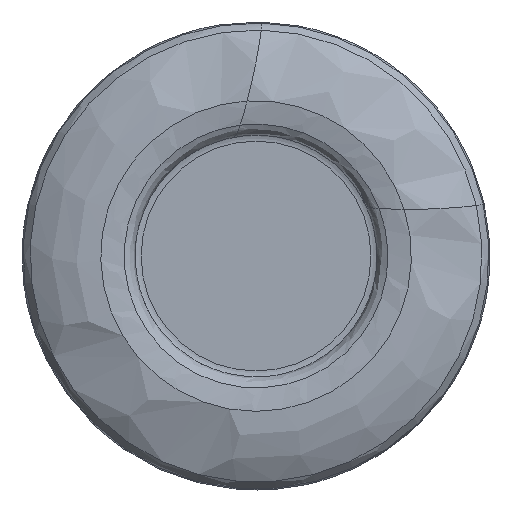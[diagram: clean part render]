
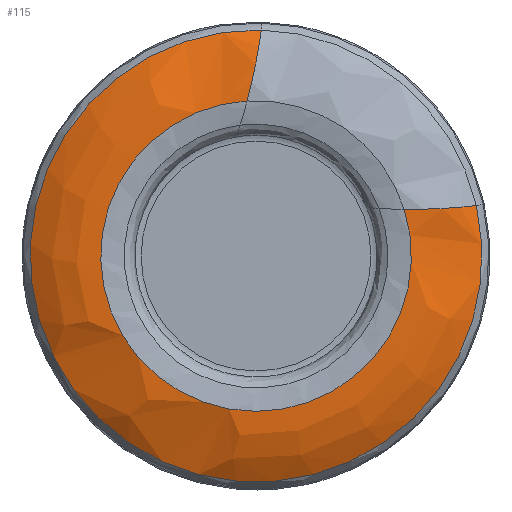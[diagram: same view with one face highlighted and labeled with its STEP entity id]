
A CAD part, left-side view. The second image highlights one B-rep face of the part: STEP entity #115.
In plain terms, the highlighted free-form (B-spline) face has degree [3, 3] with [4, 7] control points.
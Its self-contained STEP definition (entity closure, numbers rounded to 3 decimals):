
#115=ADVANCED_FACE('',(#184),#160,.F.);
#160=(
BOUNDED_SURFACE()
B_SPLINE_SURFACE(3,3,((#956,#957,#958,#959,#960,#961,#962),(#963,#964,#965,
#966,#967,#968,#969),(#970,#971,#972,#973,#974,#975,#976),(#977,#978,#979,
#980,#981,#982,#983)),.UNSPECIFIED.,.F.,.F.,.F.)
B_SPLINE_SURFACE_WITH_KNOTS((4,4),(4,3,4),(0.,1.),(0.,0.5,1.),
 .UNSPECIFIED.)
GEOMETRIC_REPRESENTATION_ITEM()
RATIONAL_B_SPLINE_SURFACE(((1.,0.55,0.55,1.,0.55,
0.55,1.),(0.961,0.529,0.529,
0.961,0.529,0.529,0.961),
(0.961,0.529,0.529,0.961,
0.529,0.529,0.961),(1.,0.55,
0.55,1.,0.55,0.55,1.)))
REPRESENTATION_ITEM('')
SURFACE()
);
#184=FACE_OUTER_BOUND('',#210,.T.);
#210=EDGE_LOOP('',(#350,#351,#352,#353));
#277=CIRCLE('',#598,8.31);
#280=CIRCLE('',#601,12.091);
#281=CIRCLE('',#602,6.);
#282=CIRCLE('',#603,6.);
#350=ORIENTED_EDGE('',*,*,#526,.F.);
#351=ORIENTED_EDGE('',*,*,#527,.F.);
#352=ORIENTED_EDGE('',*,*,#523,.T.);
#353=ORIENTED_EDGE('',*,*,#528,.F.);
#476=VERTEX_POINT('',#919);
#477=VERTEX_POINT('',#920);
#478=VERTEX_POINT('',#952);
#479=VERTEX_POINT('',#953);
#523=EDGE_CURVE('',#476,#477,#277,.T.);
#526=EDGE_CURVE('',#478,#479,#280,.T.);
#527=EDGE_CURVE('',#476,#478,#281,.T.);
#528=EDGE_CURVE('',#479,#477,#282,.T.);
#598=AXIS2_PLACEMENT_3D('',#918,#694,#695);
#601=AXIS2_PLACEMENT_3D('',#951,#700,#701);
#602=AXIS2_PLACEMENT_3D('',#954,#702,#703);
#603=AXIS2_PLACEMENT_3D('',#955,#704,#705);
#694=DIRECTION('',(1.,0.,0.));
#695=DIRECTION('',(0.,-0.954,0.301));
#700=DIRECTION('',(1.,0.,0.));
#701=DIRECTION('',(0.,-0.975,0.223));
#702=DIRECTION('',(-0.174,0.,0.985));
#703=DIRECTION('',(0.985,0.,0.174));
#704=DIRECTION('',(0.174,-0.955,-0.242));
#705=DIRECTION('',(0.985,0.168,0.043));
#918=CARTESIAN_POINT('',(0.009,0.,0.));
#919=CARTESIAN_POINT('',(0.009,-7.925,2.502));
#920=CARTESIAN_POINT('',(0.009,0.48,8.297));
#951=CARTESIAN_POINT('',(1.135,0.,0.));
#952=CARTESIAN_POINT('',(1.135,-11.785,2.7));
#953=CARTESIAN_POINT('',(1.135,-0.275,12.088));
#954=CARTESIAN_POINT('',(5.909,-8.25,3.542));
#955=CARTESIAN_POINT('',(5.909,1.409,8.867));
#956=CARTESIAN_POINT('',(0.009,-7.925,2.502));
#957=CARTESIAN_POINT('',(0.009,-10.794,-6.587));
#958=CARTESIAN_POINT('',(0.009,-3.129,-12.252));
#959=CARTESIAN_POINT('',(0.009,4.717,-6.842));
#960=CARTESIAN_POINT('',(0.009,12.564,-1.432));
#961=CARTESIAN_POINT('',(0.009,9.995,7.746));
#962=CARTESIAN_POINT('',(0.009,0.48,8.297));
#963=CARTESIAN_POINT('',(-0.066,-9.319,2.488));
#964=CARTESIAN_POINT('',(-0.066,-12.173,-8.199));
#965=CARTESIAN_POINT('',(-0.066,-2.991,-14.368));
#966=CARTESIAN_POINT('',(-0.066,5.825,-7.688));
#967=CARTESIAN_POINT('',(-0.066,14.642,-1.007));
#968=CARTESIAN_POINT('',(-0.066,11.186,9.501));
#969=CARTESIAN_POINT('',(-0.066,0.126,9.645));
#970=CARTESIAN_POINT('',(0.325,-10.657,2.557));
#971=CARTESIAN_POINT('',(0.325,-13.59,-9.665));
#972=CARTESIAN_POINT('',(0.325,-2.983,-16.408));
#973=CARTESIAN_POINT('',(0.325,6.839,-8.564));
#974=CARTESIAN_POINT('',(0.325,16.661,-0.721));
#975=CARTESIAN_POINT('',(0.325,12.432,11.115));
#976=CARTESIAN_POINT('',(0.325,-0.136,10.959));
#977=CARTESIAN_POINT('',(1.135,-11.785,2.7));
#978=CARTESIAN_POINT('',(1.135,-14.882,-10.816));
#979=CARTESIAN_POINT('',(1.135,-3.104,-18.133));
#980=CARTESIAN_POINT('',(1.135,7.641,-9.37));
#981=CARTESIAN_POINT('',(1.135,18.387,-0.606));
#982=CARTESIAN_POINT('',(1.135,13.588,12.402));
#983=CARTESIAN_POINT('',(1.135,-0.275,12.088));
